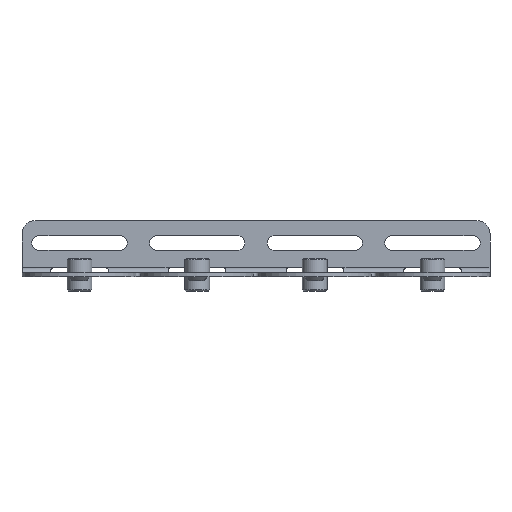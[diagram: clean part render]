
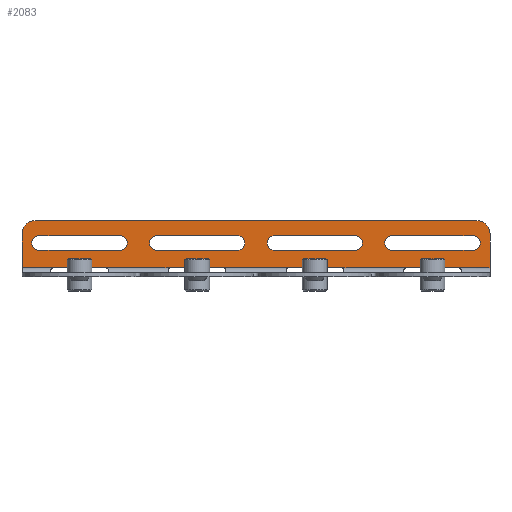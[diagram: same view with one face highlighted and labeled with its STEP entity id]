
A CAD part, front view. The second image highlights one B-rep face of the part: STEP entity #2083.
In plain terms, the highlighted planar face has unit normal (0, -1, 0).
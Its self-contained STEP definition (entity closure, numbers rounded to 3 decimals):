
#75=FACE_BOUND('',#485,.T.);
#76=FACE_BOUND('',#486,.T.);
#77=FACE_BOUND('',#487,.T.);
#78=FACE_BOUND('',#488,.T.);
#137=CIRCLE('',#2162,5.5);
#139=CIRCLE('',#2166,5.5);
#141=CIRCLE('',#2170,5.5);
#143=CIRCLE('',#2174,5.5);
#145=CIRCLE('',#2178,5.5);
#147=CIRCLE('',#2182,5.5);
#149=CIRCLE('',#2186,5.5);
#151=CIRCLE('',#2190,5.5);
#171=CIRCLE('',#2235,10.);
#172=CIRCLE('',#2236,10.);
#368=FACE_OUTER_BOUND('',#484,.T.);
#484=EDGE_LOOP('',(#1602,#1603,#1604,#1605,#1606,#1607,#1608,#1609,#1610,
#1611,#1612,#1613,#1614,#1615));
#485=EDGE_LOOP('',(#1616,#1617,#1618,#1619));
#486=EDGE_LOOP('',(#1620,#1621,#1622,#1623));
#487=EDGE_LOOP('',(#1624,#1625,#1626,#1627));
#488=EDGE_LOOP('',(#1628,#1629,#1630,#1631));
#586=LINE('',#3048,#736);
#591=LINE('',#3062,#741);
#594=LINE('',#3072,#744);
#599=LINE('',#3086,#749);
#602=LINE('',#3096,#752);
#607=LINE('',#3110,#757);
#610=LINE('',#3120,#760);
#615=LINE('',#3134,#765);
#622=LINE('',#3173,#772);
#628=LINE('',#3230,#778);
#632=LINE('',#3284,#782);
#637=LINE('',#3317,#787);
#670=LINE('',#3457,#820);
#672=LINE('',#3463,#822);
#673=LINE('',#3465,#823);
#674=LINE('',#3469,#824);
#675=LINE('',#3473,#825);
#676=LINE('',#3474,#826);
#677=LINE('',#3475,#827);
#678=LINE('',#3476,#828);
#736=VECTOR('',#2408,62.);
#741=VECTOR('',#2421,62.);
#744=VECTOR('',#2432,62.);
#749=VECTOR('',#2445,62.);
#752=VECTOR('',#2456,62.);
#757=VECTOR('',#2469,62.);
#760=VECTOR('',#2480,62.);
#765=VECTOR('',#2493,62.);
#772=VECTOR('',#2510,40.);
#778=VECTOR('',#2522,40.);
#782=VECTOR('',#2532,40.);
#787=VECTOR('',#2541,40.);
#820=VECTOR('',#2636,50.);
#822=VECTOR('',#2642,24.);
#823=VECTOR('',#2643,26.);
#824=VECTOR('',#2646,338.);
#825=VECTOR('',#2649,26.);
#826=VECTOR('',#2650,24.);
#827=VECTOR('',#2651,50.);
#828=VECTOR('',#2652,50.);
#886=VERTEX_POINT('',#3046);
#887=VERTEX_POINT('',#3047);
#890=VERTEX_POINT('',#3055);
#892=VERTEX_POINT('',#3061);
#894=VERTEX_POINT('',#3070);
#895=VERTEX_POINT('',#3071);
#898=VERTEX_POINT('',#3079);
#900=VERTEX_POINT('',#3085);
#902=VERTEX_POINT('',#3094);
#903=VERTEX_POINT('',#3095);
#906=VERTEX_POINT('',#3103);
#908=VERTEX_POINT('',#3109);
#910=VERTEX_POINT('',#3118);
#911=VERTEX_POINT('',#3119);
#914=VERTEX_POINT('',#3127);
#916=VERTEX_POINT('',#3133);
#919=VERTEX_POINT('',#3143);
#923=VERTEX_POINT('',#3171);
#927=VERTEX_POINT('',#3200);
#931=VERTEX_POINT('',#3228);
#937=VERTEX_POINT('',#3270);
#938=VERTEX_POINT('',#3283);
#943=VERTEX_POINT('',#3303);
#944=VERTEX_POINT('',#3316);
#982=VERTEX_POINT('',#3462);
#983=VERTEX_POINT('',#3464);
#984=VERTEX_POINT('',#3466);
#985=VERTEX_POINT('',#3468);
#986=VERTEX_POINT('',#3470);
#987=VERTEX_POINT('',#3472);
#1090=EDGE_CURVE('',#886,#887,#586,.T.);
#1094=EDGE_CURVE('',#887,#890,#137,.T.);
#1097=EDGE_CURVE('',#890,#892,#591,.T.);
#1100=EDGE_CURVE('',#892,#886,#139,.T.);
#1102=EDGE_CURVE('',#894,#895,#594,.T.);
#1106=EDGE_CURVE('',#895,#898,#141,.T.);
#1109=EDGE_CURVE('',#898,#900,#599,.T.);
#1112=EDGE_CURVE('',#900,#894,#143,.T.);
#1114=EDGE_CURVE('',#902,#903,#602,.T.);
#1118=EDGE_CURVE('',#903,#906,#145,.T.);
#1121=EDGE_CURVE('',#906,#908,#607,.T.);
#1124=EDGE_CURVE('',#908,#902,#147,.T.);
#1126=EDGE_CURVE('',#910,#911,#610,.T.);
#1130=EDGE_CURVE('',#911,#914,#149,.T.);
#1133=EDGE_CURVE('',#914,#916,#615,.T.);
#1136=EDGE_CURVE('',#916,#910,#151,.T.);
#1144=EDGE_CURVE('',#919,#923,#622,.T.);
#1154=EDGE_CURVE('',#927,#931,#628,.T.);
#1162=EDGE_CURVE('',#938,#937,#632,.T.);
#1169=EDGE_CURVE('',#944,#943,#637,.T.);
#1223=EDGE_CURVE('',#943,#938,#670,.T.);
#1226=EDGE_CURVE('',#937,#982,#672,.T.);
#1227=EDGE_CURVE('',#982,#983,#673,.T.);
#1228=EDGE_CURVE('',#984,#983,#171,.T.);
#1229=EDGE_CURVE('',#985,#984,#674,.T.);
#1230=EDGE_CURVE('',#986,#985,#172,.T.);
#1231=EDGE_CURVE('',#987,#986,#675,.T.);
#1232=EDGE_CURVE('',#919,#987,#676,.T.);
#1233=EDGE_CURVE('',#923,#927,#677,.T.);
#1234=EDGE_CURVE('',#931,#944,#678,.T.);
#1602=ORIENTED_EDGE('',*,*,#1223,.T.);
#1603=ORIENTED_EDGE('',*,*,#1162,.T.);
#1604=ORIENTED_EDGE('',*,*,#1226,.T.);
#1605=ORIENTED_EDGE('',*,*,#1227,.T.);
#1606=ORIENTED_EDGE('',*,*,#1228,.F.);
#1607=ORIENTED_EDGE('',*,*,#1229,.F.);
#1608=ORIENTED_EDGE('',*,*,#1230,.F.);
#1609=ORIENTED_EDGE('',*,*,#1231,.F.);
#1610=ORIENTED_EDGE('',*,*,#1232,.F.);
#1611=ORIENTED_EDGE('',*,*,#1144,.T.);
#1612=ORIENTED_EDGE('',*,*,#1233,.T.);
#1613=ORIENTED_EDGE('',*,*,#1154,.T.);
#1614=ORIENTED_EDGE('',*,*,#1234,.T.);
#1615=ORIENTED_EDGE('',*,*,#1169,.T.);
#1616=ORIENTED_EDGE('',*,*,#1097,.T.);
#1617=ORIENTED_EDGE('',*,*,#1100,.T.);
#1618=ORIENTED_EDGE('',*,*,#1090,.T.);
#1619=ORIENTED_EDGE('',*,*,#1094,.T.);
#1620=ORIENTED_EDGE('',*,*,#1109,.T.);
#1621=ORIENTED_EDGE('',*,*,#1112,.T.);
#1622=ORIENTED_EDGE('',*,*,#1102,.T.);
#1623=ORIENTED_EDGE('',*,*,#1106,.T.);
#1624=ORIENTED_EDGE('',*,*,#1121,.T.);
#1625=ORIENTED_EDGE('',*,*,#1124,.T.);
#1626=ORIENTED_EDGE('',*,*,#1114,.T.);
#1627=ORIENTED_EDGE('',*,*,#1118,.T.);
#1628=ORIENTED_EDGE('',*,*,#1133,.T.);
#1629=ORIENTED_EDGE('',*,*,#1136,.T.);
#1630=ORIENTED_EDGE('',*,*,#1126,.T.);
#1631=ORIENTED_EDGE('',*,*,#1130,.T.);
#2026=PLANE('',#2234);
#2083=ADVANCED_FACE('',(#368,#75,#76,#77,#78),#2026,.T.);
#2162=AXIS2_PLACEMENT_3D('',#3056,#2414,#2415);
#2166=AXIS2_PLACEMENT_3D('',#3067,#2426,#2427);
#2170=AXIS2_PLACEMENT_3D('',#3080,#2438,#2439);
#2174=AXIS2_PLACEMENT_3D('',#3091,#2450,#2451);
#2178=AXIS2_PLACEMENT_3D('',#3104,#2462,#2463);
#2182=AXIS2_PLACEMENT_3D('',#3115,#2474,#2475);
#2186=AXIS2_PLACEMENT_3D('',#3128,#2486,#2487);
#2190=AXIS2_PLACEMENT_3D('',#3139,#2498,#2499);
#2234=AXIS2_PLACEMENT_3D('',#3461,#2640,#2641);
#2235=AXIS2_PLACEMENT_3D('',#3467,#2644,#2645);
#2236=AXIS2_PLACEMENT_3D('',#3471,#2647,#2648);
#2408=DIRECTION('',(1.,0.,0.));
#2414=DIRECTION('center_axis',(0.,1.,0.));
#2415=DIRECTION('ref_axis',(-1.,0.,0.));
#2421=DIRECTION('',(-1.,0.,0.));
#2426=DIRECTION('center_axis',(0.,1.,0.));
#2427=DIRECTION('ref_axis',(-1.,0.,0.));
#2432=DIRECTION('',(1.,0.,0.));
#2438=DIRECTION('center_axis',(0.,1.,0.));
#2439=DIRECTION('ref_axis',(-1.,0.,0.));
#2445=DIRECTION('',(-1.,0.,0.));
#2450=DIRECTION('center_axis',(0.,1.,0.));
#2451=DIRECTION('ref_axis',(-1.,0.,0.));
#2456=DIRECTION('',(1.,0.,0.));
#2462=DIRECTION('center_axis',(0.,1.,0.));
#2463=DIRECTION('ref_axis',(-1.,0.,0.));
#2469=DIRECTION('',(-1.,0.,0.));
#2474=DIRECTION('center_axis',(0.,1.,0.));
#2475=DIRECTION('ref_axis',(-1.,0.,0.));
#2480=DIRECTION('',(-1.,0.,0.));
#2486=DIRECTION('center_axis',(0.,1.,0.));
#2487=DIRECTION('ref_axis',(-1.,0.,0.));
#2493=DIRECTION('',(1.,0.,0.));
#2498=DIRECTION('center_axis',(0.,1.,0.));
#2499=DIRECTION('ref_axis',(-1.,0.,0.));
#2510=DIRECTION('',(1.,0.,0.));
#2522=DIRECTION('',(1.,0.,0.));
#2532=DIRECTION('',(1.,0.,0.));
#2541=DIRECTION('',(1.,0.,0.));
#2636=DIRECTION('',(1.,0.,0.));
#2640=DIRECTION('center_axis',(0.,-1.,0.));
#2641=DIRECTION('ref_axis',(1.,0.,0.));
#2642=DIRECTION('',(1.,0.,0.));
#2643=DIRECTION('',(0.,0.,1.));
#2644=DIRECTION('center_axis',(0.,1.,0.));
#2645=DIRECTION('ref_axis',(0.707,0.,0.707));
#2646=DIRECTION('',(1.,0.,0.));
#2647=DIRECTION('center_axis',(0.,1.,0.));
#2648=DIRECTION('ref_axis',(-0.707,0.,0.707));
#2649=DIRECTION('',(0.,0.,1.));
#2650=DIRECTION('',(-1.,0.,0.));
#2651=DIRECTION('',(1.,0.,0.));
#2652=DIRECTION('',(1.,0.,0.));
#3046=CARTESIAN_POINT('',(-166.,-3.,31.5));
#3047=CARTESIAN_POINT('',(-104.,-3.,31.5));
#3048=CARTESIAN_POINT('',(-141.5,-3.,31.5));
#3055=CARTESIAN_POINT('',(-104.,-3.,20.5));
#3056=CARTESIAN_POINT('Origin',(-104.,-3.,26.));
#3061=CARTESIAN_POINT('',(-166.,-3.,20.5));
#3062=CARTESIAN_POINT('',(-172.5,-3.,20.5));
#3067=CARTESIAN_POINT('Origin',(-166.,-3.,26.));
#3070=CARTESIAN_POINT('',(14.,-3.,31.5));
#3071=CARTESIAN_POINT('',(76.,-3.,31.5));
#3072=CARTESIAN_POINT('',(-51.5,-3.,31.5));
#3079=CARTESIAN_POINT('',(76.,-3.,20.5));
#3080=CARTESIAN_POINT('Origin',(76.,-3.,26.));
#3085=CARTESIAN_POINT('',(14.,-3.,20.5));
#3086=CARTESIAN_POINT('',(-82.5,-3.,20.5));
#3091=CARTESIAN_POINT('Origin',(14.,-3.,26.));
#3094=CARTESIAN_POINT('',(-76.,-3.,31.5));
#3095=CARTESIAN_POINT('',(-14.,-3.,31.5));
#3096=CARTESIAN_POINT('',(-96.5,-3.,31.5));
#3103=CARTESIAN_POINT('',(-14.,-3.,20.5));
#3104=CARTESIAN_POINT('Origin',(-14.,-3.,26.));
#3109=CARTESIAN_POINT('',(-76.,-3.,20.5));
#3110=CARTESIAN_POINT('',(-127.5,-3.,20.5));
#3115=CARTESIAN_POINT('Origin',(-76.,-3.,26.));
#3118=CARTESIAN_POINT('',(166.,-3.,20.5));
#3119=CARTESIAN_POINT('',(104.,-3.,20.5));
#3120=CARTESIAN_POINT('',(-37.5,-3.,20.5));
#3127=CARTESIAN_POINT('',(104.,-3.,31.5));
#3128=CARTESIAN_POINT('Origin',(104.,-3.,26.));
#3133=CARTESIAN_POINT('',(166.,-3.,31.5));
#3134=CARTESIAN_POINT('',(-6.5,-3.,31.5));
#3139=CARTESIAN_POINT('Origin',(166.,-3.,26.));
#3143=CARTESIAN_POINT('',(-155.,-3.,7.));
#3171=CARTESIAN_POINT('',(-115.,-3.,7.));
#3173=CARTESIAN_POINT('',(-157.,-3.,7.));
#3200=CARTESIAN_POINT('',(-65.,-3.,7.));
#3228=CARTESIAN_POINT('',(-25.,-3.,7.));
#3230=CARTESIAN_POINT('',(-112.,-3.,7.));
#3270=CARTESIAN_POINT('',(155.,-3.,7.));
#3283=CARTESIAN_POINT('',(115.,-3.,7.));
#3284=CARTESIAN_POINT('',(-22.,-3.,7.));
#3303=CARTESIAN_POINT('',(65.,-3.,7.));
#3316=CARTESIAN_POINT('',(25.,-3.,7.));
#3317=CARTESIAN_POINT('',(-67.,-3.,7.));
#3457=CARTESIAN_POINT('',(-67.,-3.,7.));
#3461=CARTESIAN_POINT('Origin',(-179.,-3.,3.));
#3462=CARTESIAN_POINT('',(179.,-3.,7.));
#3463=CARTESIAN_POINT('',(-22.,-3.,7.));
#3464=CARTESIAN_POINT('',(179.,-3.,33.));
#3465=CARTESIAN_POINT('',(179.,-3.,3.));
#3466=CARTESIAN_POINT('',(169.,-3.,43.));
#3467=CARTESIAN_POINT('Origin',(169.,-3.,33.));
#3468=CARTESIAN_POINT('',(-169.,-3.,43.));
#3469=CARTESIAN_POINT('',(-179.,-3.,43.));
#3470=CARTESIAN_POINT('',(-179.,-3.,33.));
#3471=CARTESIAN_POINT('Origin',(-169.,-3.,33.));
#3472=CARTESIAN_POINT('',(-179.,-3.,7.));
#3473=CARTESIAN_POINT('',(-179.,-3.,3.));
#3474=CARTESIAN_POINT('',(-89.5,-3.,7.));
#3475=CARTESIAN_POINT('',(-157.,-3.,7.));
#3476=CARTESIAN_POINT('',(-112.,-3.,7.));
